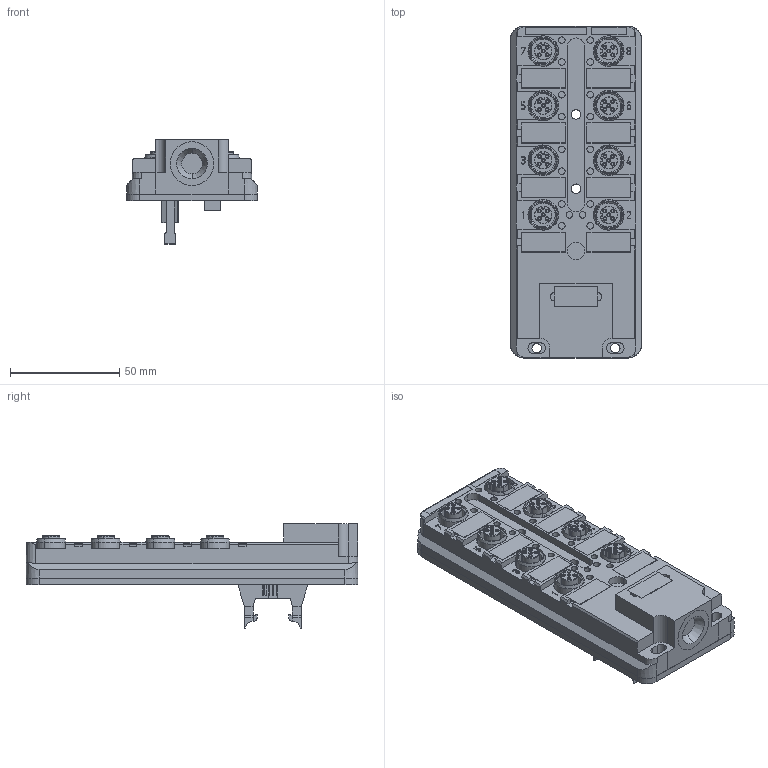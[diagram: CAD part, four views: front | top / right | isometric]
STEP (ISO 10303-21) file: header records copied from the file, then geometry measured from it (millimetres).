
FILE_DESCRIPTION(('CATIA V5 STEP Exchange','CAx-IF Rec.Pracs.--- Model Styling and Organization---1.4--- 2014-01-23'),'2;1');
FILE_NAME ('022528-4_0_1812170000_1812170000.stp','2020-10-07T06:06:36+00:00',('none'),('Weidmueller'),'CATIA Version 5-6 Release 2016 SP3 HF44','CATIA V5 STEP AP214','none');
FILE_SCHEMA(('AUTOMOTIVE_DESIGN { 1 0 10303 214 1 1 1 1 }'));
Products named in the file (1): 1812170000
Bounding box: 60 x 152 x 48 mm (x, y, z)
Volume: 165123.4 mm3; surface area: 77910.7 mm2
Topology: 35 solids, 35 shells, 2178 faces, 5569 edges, 3589 vertices
Faces by surface type: plane 1052, cylinder 724, cone 298, torus 80, sphere 12, bspline 12
Entity records: 61668 total; most frequent: CARTESIAN_POINT 12678, ORIENTED_EDGE 11114, DIRECTION 7971, EDGE_CURVE 5557, VERTEX_POINT 3589, AXIS2_PLACEMENT_3D 3392, VECTOR 3211, LINE 3211
